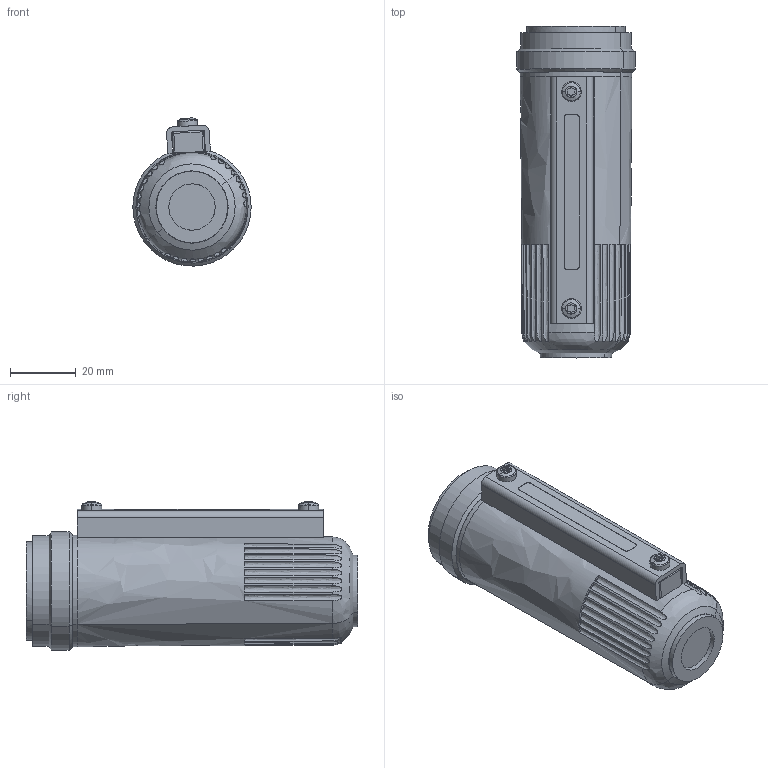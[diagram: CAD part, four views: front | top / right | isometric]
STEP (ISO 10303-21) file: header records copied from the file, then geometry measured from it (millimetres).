
FILE_DESCRIPTION(/* description */ (''),/* implementation_level */ '2;1');
FILE_NAME(/* name */ 'BL11~8KB',/* time_stamp */ '2018-12-13T16:36:26+01:00',/* author */ (''),/* organization */ (''),/* preprocessor_version */ 'ST-DEVELOPER v15',/* originating_system */ '',/* authorisation */ '');
FILE_SCHEMA (('CONFIG_CONTROL_DESIGN'));
Length unit declared in the file: millimetre
Products named in the file (4): Document; _8.2533.90.000_DIS; 8.2511.09.000/V; _8.2511.09.000/V_G
Assembly tree (3 placements, depth 3):
  Document
    _8.2533.90.000_DIS
    8.2511.09.000/V
      _8.2511.09.000/V_G
Bounding box: 36 x 101 x 45.11 mm (x, y, z)
Volume: 94480.8 mm3; surface area: 18004 mm2
Topology: 2 solids, 2 shells, 175 faces, 471 edges, 309 vertices
Faces by surface type: bspline 96, plane 79
Entity records: 7487 total; most frequent: CARTESIAN_POINT 4343, ORIENTED_EDGE 942, EDGE_CURVE 471, VERTEX_POINT 309, B_SPLINE_CURVE_WITH_KNOTS 267, EDGE_LOOP 184, ADVANCED_FACE 175, FACE_OUTER_BOUND 175
